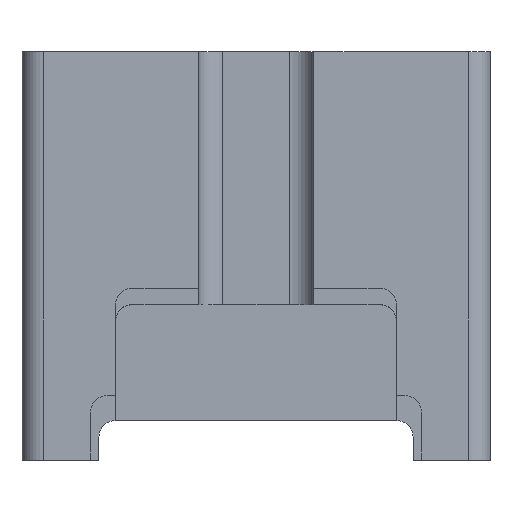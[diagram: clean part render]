
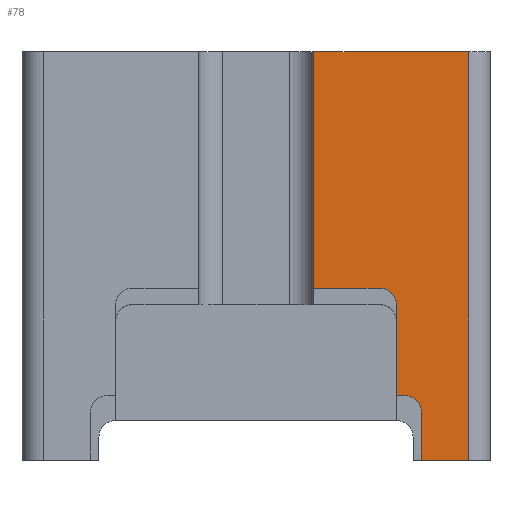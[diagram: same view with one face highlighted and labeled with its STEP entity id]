
A CAD part, top view. The second image highlights one B-rep face of the part: STEP entity #78.
In plain terms, the highlighted planar face has unit normal (0, 0, 1).
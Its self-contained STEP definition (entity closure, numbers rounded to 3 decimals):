
#78 = ADVANCED_FACE( '', ( #124 ), #125, .F. );
#124 = FACE_OUTER_BOUND( '', #208, .T. );
#125 = PLANE( '', #209 );
#208 = EDGE_LOOP( '', ( #314, #315, #316, #317, #318, #319, #320, #321, #322, #323 ) );
#209 = AXIS2_PLACEMENT_3D( '', #324, #325, #326 );
#314 = ORIENTED_EDGE( '', *, *, #666, .T. );
#315 = ORIENTED_EDGE( '', *, *, #667, .F. );
#316 = ORIENTED_EDGE( '', *, *, #668, .T. );
#317 = ORIENTED_EDGE( '', *, *, #664, .F. );
#318 = ORIENTED_EDGE( '', *, *, #669, .T. );
#319 = ORIENTED_EDGE( '', *, *, #670, .T. );
#320 = ORIENTED_EDGE( '', *, *, #671, .F. );
#321 = ORIENTED_EDGE( '', *, *, #672, .T. );
#322 = ORIENTED_EDGE( '', *, *, #673, .T. );
#323 = ORIENTED_EDGE( '', *, *, #674, .F. );
#324 = CARTESIAN_POINT( '', ( -10.5, -12.35, 5. ) );
#325 = DIRECTION( '', ( 0., 0., -1. ) );
#326 = DIRECTION( '', ( -1., 0., 0. ) );
#664 = EDGE_CURVE( '', #796, #798, #799, .T. );
#666 = EDGE_CURVE( '', #801, #802, #803, .T. );
#667 = EDGE_CURVE( '', #804, #802, #805, .T. );
#668 = EDGE_CURVE( '', #804, #798, #806, .T. );
#669 = EDGE_CURVE( '', #796, #807, #808, .T. );
#670 = EDGE_CURVE( '', #807, #809, #810, .T. );
#671 = EDGE_CURVE( '', #811, #809, #812, .T. );
#672 = EDGE_CURVE( '', #811, #813, #814, .T. );
#673 = EDGE_CURVE( '', #813, #815, #816, .T. );
#674 = EDGE_CURVE( '', #801, #815, #817, .T. );
#796 = VERTEX_POINT( '', #1004 );
#798 = VERTEX_POINT( '', #1007 );
#799 = LINE( '', #1008, #1009 );
#801 = VERTEX_POINT( '', #1012 );
#802 = VERTEX_POINT( '', #1013 );
#803 = LINE( '', #1014, #1015 );
#804 = VERTEX_POINT( '', #1016 );
#805 = LINE( '', #1017, #1018 );
#806 = LINE( '', #1019, #1020 );
#807 = VERTEX_POINT( '', #1021 );
#808 = CIRCLE( '', #1022, 1. );
#809 = VERTEX_POINT( '', #1023 );
#810 = LINE( '', #1024, #1025 );
#811 = VERTEX_POINT( '', #1026 );
#812 = LINE( '', #1027, #1028 );
#813 = VERTEX_POINT( '', #1029 );
#814 = CIRCLE( '', #1030, 1. );
#815 = VERTEX_POINT( '', #1031 );
#816 = LINE( '', #1032, #1033 );
#817 = LINE( '', #1034, #1035 );
#1004 = CARTESIAN_POINT( '', ( 7.5, -1.95, 5. ) );
#1007 = CARTESIAN_POINT( '', ( 3.5, -1.95, 5. ) );
#1008 = CARTESIAN_POINT( '', ( 8.5, -1.95, 5. ) );
#1009 = VECTOR( '', #1274, 1000. );
#1012 = CARTESIAN_POINT( '', ( 12.85, -12.35, 5. ) );
#1013 = CARTESIAN_POINT( '', ( 12.85, 12.35, 5. ) );
#1014 = CARTESIAN_POINT( '', ( 12.85, -1.65, 5. ) );
#1015 = VECTOR( '', #1276, 1000. );
#1016 = CARTESIAN_POINT( '', ( 3.5, 12.35, 5. ) );
#1017 = CARTESIAN_POINT( '', ( 3.5, 12.35, 5. ) );
#1018 = VECTOR( '', #1277, 1000. );
#1019 = CARTESIAN_POINT( '', ( 3.5, 18.05, 5. ) );
#1020 = VECTOR( '', #1278, 1000. );
#1021 = CARTESIAN_POINT( '', ( 8.5, -2.95, 5. ) );
#1022 = AXIS2_PLACEMENT_3D( '', #1279, #1280, #1281 );
#1023 = CARTESIAN_POINT( '', ( 8.5, -8.45, 5. ) );
#1024 = CARTESIAN_POINT( '', ( 8.5, -2.95, 5. ) );
#1025 = VECTOR( '', #1282, 1000. );
#1026 = CARTESIAN_POINT( '', ( 9., -8.45, 5. ) );
#1027 = CARTESIAN_POINT( '', ( 10., -8.45, 5. ) );
#1028 = VECTOR( '', #1283, 1000. );
#1029 = CARTESIAN_POINT( '', ( 10., -9.45, 5. ) );
#1030 = AXIS2_PLACEMENT_3D( '', #1284, #1285, #1286 );
#1031 = CARTESIAN_POINT( '', ( 10., -12.35, 5. ) );
#1032 = CARTESIAN_POINT( '', ( 10., -9.95, 5. ) );
#1033 = VECTOR( '', #1287, 1000. );
#1034 = CARTESIAN_POINT( '', ( -10.5, -12.35, 5. ) );
#1035 = VECTOR( '', #1288, 1000. );
#1274 = DIRECTION( '', ( -1., 0., 0. ) );
#1276 = DIRECTION( '', ( 0., 1., 0. ) );
#1277 = DIRECTION( '', ( 1., 0., 0. ) );
#1278 = DIRECTION( '', ( 0., -1., 0. ) );
#1279 = CARTESIAN_POINT( '', ( 7.5, -2.95, 5. ) );
#1280 = DIRECTION( '', ( 0., 0., -1. ) );
#1281 = DIRECTION( '', ( 0., 1., 0. ) );
#1282 = DIRECTION( '', ( 0., -1., 0. ) );
#1283 = DIRECTION( '', ( -1., 0., 0. ) );
#1284 = CARTESIAN_POINT( '', ( 9., -9.45, 5. ) );
#1285 = DIRECTION( '', ( 0., 0., -1. ) );
#1286 = DIRECTION( '', ( 0., 1., 0. ) );
#1287 = DIRECTION( '', ( 0., -1., 0. ) );
#1288 = DIRECTION( '', ( -1., 0., 0. ) );
